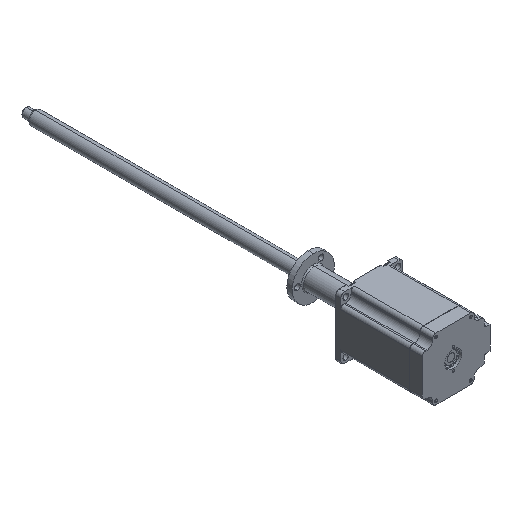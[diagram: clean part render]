
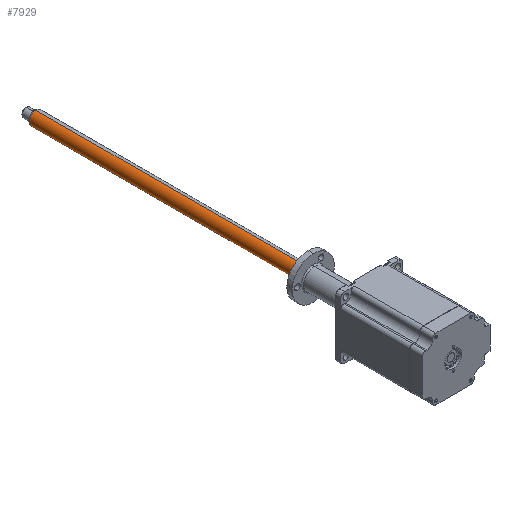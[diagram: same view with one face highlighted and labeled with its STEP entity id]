
A CAD part, isometric view. The second image highlights one B-rep face of the part: STEP entity #7929.
In plain terms, the highlighted cylindrical face has radius 6 mm (diameter 12 mm), a partial arc.
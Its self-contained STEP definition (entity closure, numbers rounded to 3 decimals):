
#26 = DIRECTION ( 'NONE',  ( 0., 0., -1. ) ) ;
#197 = VERTEX_POINT ( 'NONE', #7749 ) ;
#544 = DIRECTION ( 'NONE',  ( 0., -1., 0. ) ) ;
#1120 = ORIENTED_EDGE ( 'NONE', *, *, #10746, .F. ) ;
#1228 = ORIENTED_EDGE ( 'NONE', *, *, #10866, .T. ) ;
#1253 = ORIENTED_EDGE ( 'NONE', *, *, #10847, .T. ) ;
#1365 = ORIENTED_EDGE ( 'NONE', *, *, #10917, .T. ) ;
#1544 = DIRECTION ( 'NONE',  ( 0., -1., 0. ) ) ;
#1949 = DIRECTION ( 'NONE',  ( 0., -1., 0. ) ) ;
#2384 = CARTESIAN_POINT ( 'NONE',  ( -17.293, 319.999, 27.35 ) ) ;
#2721 = AXIS2_PLACEMENT_3D ( 'NONE', #7542, #1949, #26 ) ;
#2846 = CARTESIAN_POINT ( 'NONE',  ( -17.293, 320.999, 39.35 ) ) ;
#3688 = CYLINDRICAL_SURFACE ( 'NONE', #2721, 6. ) ;
#3720 = FACE_OUTER_BOUND ( 'NONE', #4182, .T. ) ;
#4178 = VERTEX_POINT ( 'NONE', #7867 ) ;
#4182 = EDGE_LOOP ( 'NONE', ( #1120, #1228, #1253, #1365 ) ) ;
#4742 = DIRECTION ( 'NONE',  ( 0., -1., 0. ) ) ;
#5291 = CARTESIAN_POINT ( 'NONE',  ( -17.293, 20.999, 39.35 ) ) ;
#5371 = CARTESIAN_POINT ( 'NONE',  ( -17.293, 20.999, 33.35 ) ) ;
#6298 = DIRECTION ( 'NONE',  ( 0., 0., -1. ) ) ;
#7118 = CARTESIAN_POINT ( 'NONE',  ( -17.293, 319.999, 33.35 ) ) ;
#7542 = CARTESIAN_POINT ( 'NONE',  ( -17.293, 320.999, 33.35 ) ) ;
#7749 = CARTESIAN_POINT ( 'NONE',  ( -17.293, 319.999, 39.35 ) ) ;
#7867 = CARTESIAN_POINT ( 'NONE',  ( -17.293, 20.999, 27.35 ) ) ;
#7929 = ADVANCED_FACE ( 'NONE', ( #3720 ), #3688, .T. ) ;
#8079 = DIRECTION ( 'NONE',  ( 0., 0., -1. ) ) ;
#8853 = VERTEX_POINT ( 'NONE', #5291 ) ;
#10266 = AXIS2_PLACEMENT_3D ( 'NONE', #5371, #12165, #6298 ) ;
#10412 = AXIS2_PLACEMENT_3D ( 'NONE', #7118, #1544, #8079 ) ;
#10746 = EDGE_CURVE ( 'NONE', #197, #8853, #11558, .T. ) ;
#10824 = VERTEX_POINT ( 'NONE', #2384 ) ;
#10847 = EDGE_CURVE ( 'NONE', #10824, #4178, #11345, .T. ) ;
#10866 = EDGE_CURVE ( 'NONE', #197, #10824, #11191, .T. ) ;
#10917 = EDGE_CURVE ( 'NONE', #4178, #8853, #11081, .T. ) ;
#11081 = CIRCLE ( 'NONE', #10266, 6. ) ;
#11191 = CIRCLE ( 'NONE', #10412, 6. ) ;
#11345 = LINE ( 'NONE', #12000, #11377 ) ;
#11377 = VECTOR ( 'NONE', #544, 1000. ) ;
#11515 = VECTOR ( 'NONE', #4742, 1000. ) ;
#11558 = LINE ( 'NONE', #2846, #11515 ) ;
#12000 = CARTESIAN_POINT ( 'NONE',  ( -17.293, 320.999, 27.35 ) ) ;
#12165 = DIRECTION ( 'NONE',  ( 0., 1., 0. ) ) ;
